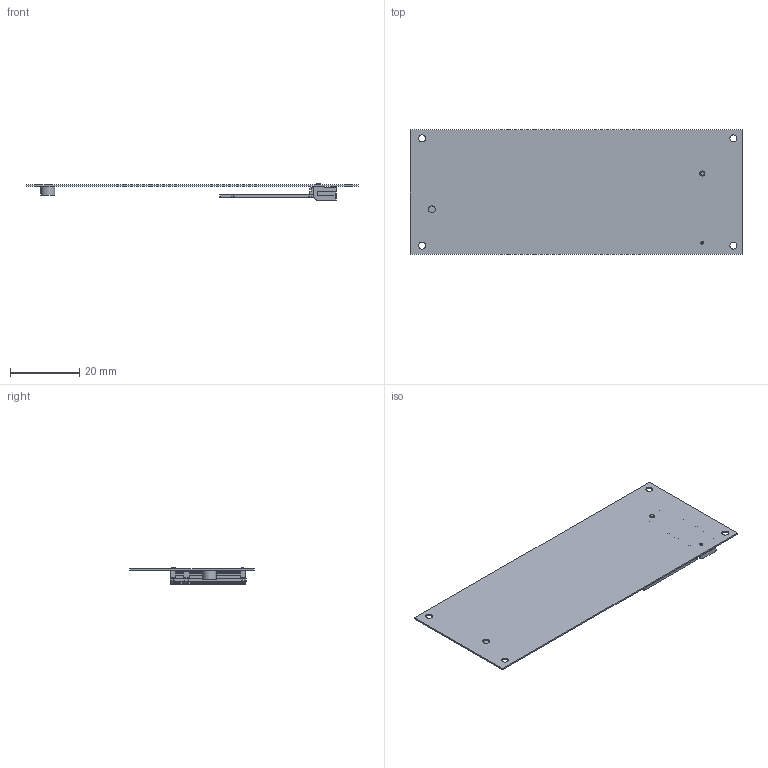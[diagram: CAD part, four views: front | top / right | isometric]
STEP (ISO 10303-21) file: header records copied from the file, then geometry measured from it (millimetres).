
FILE_DESCRIPTION(('Open CASCADE Model'),'2;1');
FILE_NAME('Open CASCADE Shape Model','2022-01-30T14:41:59',('Author'),( 'Open CASCADE'),'Open CASCADE STEP processor 6.8','Open CASCADE 6.8' ,'Unknown');
FILE_SCHEMA(('AUTOMOTIVE_DESIGN { 1 0 10303 214 1 1 1 1 }'));
Length unit declared in the file: millimetre
Products named in the file (10): PCB; Board; Open CASCADE STEP translator 6.8 1.1.1; Free-Models; Adaptor_Board; Open_CASCADE_STEP_translator_6.8_3.1.1; c-1-2199230-5-b3-3d; 6249155504; Cylinder
Assembly tree (9 placements, depth 5):
  PCB
    Board
      Open CASCADE STEP translator 6.8 1.1.1
    Free-Models
      Adaptor_Board
        Board
          Open_CASCADE_STEP_translator_6.8_3.1.1
      c-1-2199230-5-b3-3d
      6249155504
        Cylinder
Bounding box: 96 x 36 x 4.7 mm (x, y, z)
Volume: 2443.1 mm3; surface area: 9176.2 mm2
Topology: 4 solids, 4 shells, 1421 faces, 3911 edges, 2601 vertices
Faces by surface type: plane 1128, cylinder 285, cone 4, bspline 3, torus 1
Full cylindrical faces by diameter (mm): 2 x5, 4 x1
Entity records: 45286 total; most frequent: CARTESIAN_POINT 8288, ORIENTED_EDGE 7822, DIRECTION 7329, EDGE_CURVE 3911, LINE 3317, VECTOR 3317, VERTEX_POINT 2601, AXIS2_PLACEMENT_3D 2006
